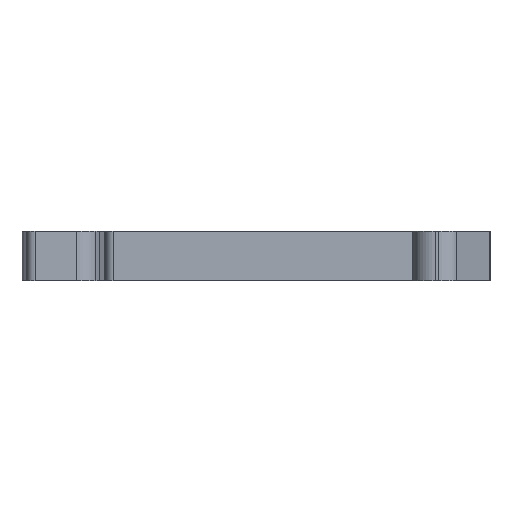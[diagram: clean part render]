
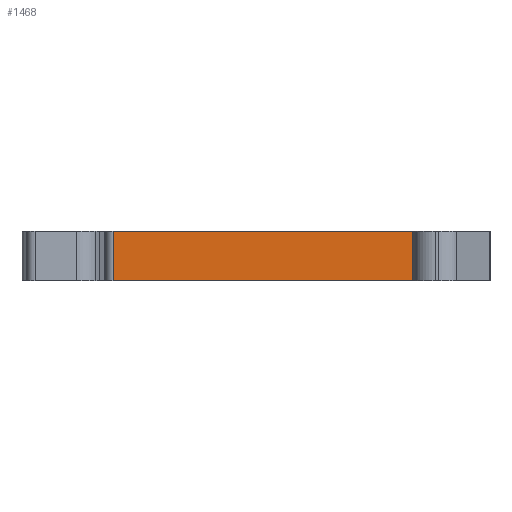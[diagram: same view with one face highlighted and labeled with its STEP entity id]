
A CAD part, front view. The second image highlights one B-rep face of the part: STEP entity #1468.
In plain terms, the highlighted planar face has unit normal (0, -1, 0).
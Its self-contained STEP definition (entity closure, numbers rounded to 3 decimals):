
#1468=ADVANCED_FACE('',(#2579),#2003,.T.);
#2003=PLANE('',#14593);
#2579=FACE_OUTER_BOUND('',#3292,.T.);
#3292=EDGE_LOOP('',(#6113,#6114,#6115,#6116));
#6113=ORIENTED_EDGE('',*,*,#9854,.F.);
#6114=ORIENTED_EDGE('',*,*,#10317,.F.);
#6115=ORIENTED_EDGE('',*,*,#9785,.T.);
#6116=ORIENTED_EDGE('',*,*,#10253,.T.);
#8222=VERTEX_POINT('',#20739);
#8223=VERTEX_POINT('',#20741);
#8289=VERTEX_POINT('',#20876);
#8290=VERTEX_POINT('',#20878);
#9785=EDGE_CURVE('',#8223,#8222,#11534,.T.);
#9854=EDGE_CURVE('',#8289,#8290,#11566,.T.);
#10253=EDGE_CURVE('',#8222,#8290,#11824,.T.);
#10317=EDGE_CURVE('',#8223,#8289,#11881,.T.);
#11534=LINE('',#20740,#12976);
#11566=LINE('',#20877,#13008);
#11824=LINE('',#21702,#13266);
#11881=LINE('',#21835,#13323);
#12976=VECTOR('',#16612,1.);
#13008=VECTOR('',#16720,1.);
#13266=VECTOR('',#17468,1.);
#13323=VECTOR('',#17615,1.);
#14593=AXIS2_PLACEMENT_3D('',#21836,#17616,#17617);
#16612=DIRECTION('',(1.,0.,0.));
#16720=DIRECTION('',(1.,0.,0.));
#17468=DIRECTION('',(0.,0.,1.));
#17615=DIRECTION('',(0.,0.,1.));
#17616=DIRECTION('',(0.,-1.,0.));
#17617=DIRECTION('',(0.,0.,-1.));
#20739=CARTESIAN_POINT('',(18.15,-23.3,-5.2));
#20740=CARTESIAN_POINT('',(-14.068,-23.3,-5.2));
#20741=CARTESIAN_POINT('',(-14.068,-23.3,-5.2));
#20876=CARTESIAN_POINT('',(-14.068,-23.3,0.));
#20877=CARTESIAN_POINT('',(-14.068,-23.3,0.));
#20878=CARTESIAN_POINT('',(18.15,-23.3,0.));
#21702=CARTESIAN_POINT('',(18.15,-23.3,-5.2));
#21835=CARTESIAN_POINT('',(-14.068,-23.3,-5.2));
#21836=CARTESIAN_POINT('',(-14.068,-23.3,-5.2));
